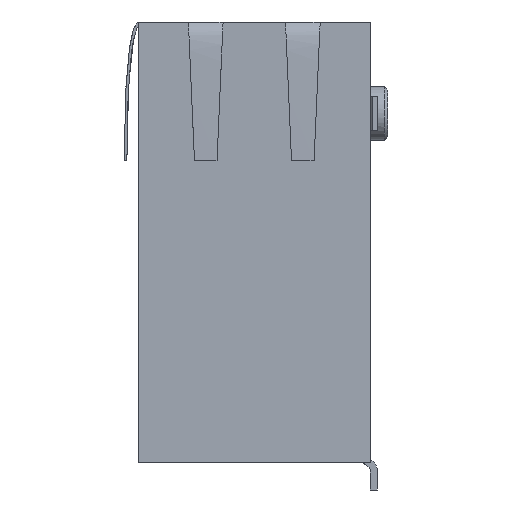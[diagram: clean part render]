
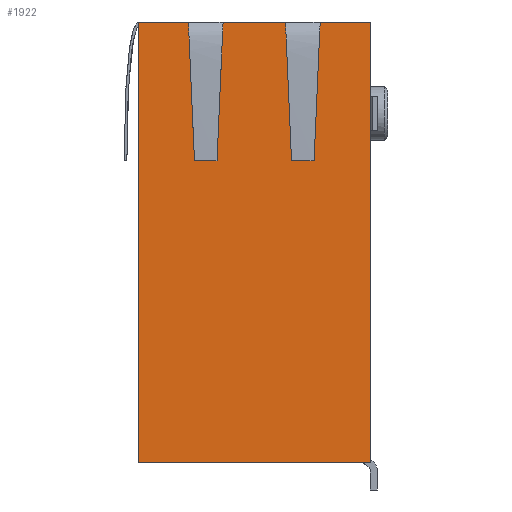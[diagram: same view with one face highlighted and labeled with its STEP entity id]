
A CAD part, left-side view. The second image highlights one B-rep face of the part: STEP entity #1922.
In plain terms, the highlighted planar face has unit normal (-1, 0, 0).
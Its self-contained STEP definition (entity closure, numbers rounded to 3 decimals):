
#107 = LINE ( 'NONE', #1697, #12395 ) ;
#115 = CARTESIAN_POINT ( 'NONE',  ( -8.05, 13.4, -8.89 ) ) ;
#529 = DIRECTION ( 'NONE',  ( 0., -1., 0. ) ) ;
#916 = PLANE ( 'NONE',  #22347 ) ;
#1019 = CARTESIAN_POINT ( 'NONE',  ( -8.05, 13.4, 16.51 ) ) ;
#1487 = VECTOR ( 'NONE', #5669, 1000. ) ;
#1594 = DIRECTION ( 'NONE',  ( 0., -1., 0. ) ) ;
#1637 = VERTEX_POINT ( 'NONE', #24233 ) ;
#1697 = CARTESIAN_POINT ( 'NONE',  ( -8.05, 0., 12.23 ) ) ;
#1922 = ADVANCED_FACE ( 'NONE', ( #9512 ), #916, .F. ) ;
#1984 = VERTEX_POINT ( 'NONE', #25735 ) ;
#1997 = LINE ( 'NONE', #5398, #15056 ) ;
#2056 = DIRECTION ( 'NONE',  ( 0., -1., 0. ) ) ;
#2226 = VECTOR ( 'NONE', #29261, 1000. ) ;
#2627 = ORIENTED_EDGE ( 'NONE', *, *, #13891, .F. ) ;
#2783 = LINE ( 'NONE', #17163, #8528 ) ;
#2964 = CARTESIAN_POINT ( 'NONE',  ( -8.05, 2.9, 16.51 ) ) ;
#3027 = LINE ( 'NONE', #16905, #21845 ) ;
#3052 = CARTESIAN_POINT ( 'NONE',  ( -8.05, 4.891, 16.305 ) ) ;
#3133 = EDGE_CURVE ( 'NONE', #25412, #29821, #25266, .T. ) ;
#3496 = DIRECTION ( 'NONE',  ( 0., 0., -1. ) ) ;
#3832 = VERTEX_POINT ( 'NONE', #16723 ) ;
#3833 = CARTESIAN_POINT ( 'NONE',  ( -8.05, 2.9, 16.51 ) ) ;
#4168 = EDGE_CURVE ( 'NONE', #13466, #20402, #20136, .T. ) ;
#4277 = DIRECTION ( 'NONE',  ( 0., -0.044, -0.999 ) ) ;
#4296 = DIRECTION ( 'NONE',  ( 0., 0., 1. ) ) ;
#4738 = LINE ( 'NONE', #19021, #17771 ) ;
#4860 = CARTESIAN_POINT ( 'NONE',  ( -8.05, -0.006, 10.23 ) ) ;
#5008 = VERTEX_POINT ( 'NONE', #17400 ) ;
#5323 = EDGE_CURVE ( 'NONE', #1637, #28161, #2783, .T. ) ;
#5398 = CARTESIAN_POINT ( 'NONE',  ( -8.05, 13.4, -8.89 ) ) ;
#5669 = DIRECTION ( 'NONE',  ( 0., 0., 1. ) ) ;
#6034 = VERTEX_POINT ( 'NONE', #9840 ) ;
#6058 = VECTOR ( 'NONE', #12211, 1000. ) ;
#6204 = CARTESIAN_POINT ( 'NONE',  ( -8.05, -0.006, 10.23 ) ) ;
#6400 = LINE ( 'NONE', #28633, #12163 ) ;
#6474 = CARTESIAN_POINT ( 'NONE',  ( -8.05, 0., 10.23 ) ) ;
#7158 = CARTESIAN_POINT ( 'NONE',  ( -8.05, 8.5, 16.51 ) ) ;
#7428 = ORIENTED_EDGE ( 'NONE', *, *, #29162, .T. ) ;
#7757 = EDGE_CURVE ( 'NONE', #23675, #13466, #20906, .T. ) ;
#7812 = ORIENTED_EDGE ( 'NONE', *, *, #7757, .F. ) ;
#7948 = ORIENTED_EDGE ( 'NONE', *, *, #10981, .F. ) ;
#7959 = LINE ( 'NONE', #31391, #14474 ) ;
#8276 = ORIENTED_EDGE ( 'NONE', *, *, #22038, .F. ) ;
#8528 = VECTOR ( 'NONE', #4277, 1000. ) ;
#8567 = EDGE_CURVE ( 'NONE', #14004, #5008, #1997, .T. ) ;
#9204 = ORIENTED_EDGE ( 'NONE', *, *, #15982, .T. ) ;
#9449 = VERTEX_POINT ( 'NONE', #20429 ) ;
#9512 = FACE_OUTER_BOUND ( 'NONE', #19444, .T. ) ;
#9625 = ORIENTED_EDGE ( 'NONE', *, *, #27705, .T. ) ;
#9704 = VERTEX_POINT ( 'NONE', #4860 ) ;
#9840 = CARTESIAN_POINT ( 'NONE',  ( -8.05, 10.5, 16.51 ) ) ;
#10434 = LINE ( 'NONE', #25346, #23464 ) ;
#10981 = EDGE_CURVE ( 'NONE', #6034, #3832, #6400, .T. ) ;
#11219 = CARTESIAN_POINT ( 'NONE',  ( -8.05, 13.4, 16.51 ) ) ;
#12069 = CARTESIAN_POINT ( 'NONE',  ( -8.05, 6.7, 16.305 ) ) ;
#12147 = DIRECTION ( 'NONE',  ( 0., 0., 1. ) ) ;
#12163 = VECTOR ( 'NONE', #13889, 1000. ) ;
#12211 = DIRECTION ( 'NONE',  ( 0., 0., 1. ) ) ;
#12395 = VECTOR ( 'NONE', #1594, 1000. ) ;
#12688 = LINE ( 'NONE', #25291, #18462 ) ;
#12729 = EDGE_CURVE ( 'NONE', #18455, #1984, #107, .T. ) ;
#13276 = DIRECTION ( 'NONE',  ( 0., -0.044, 0.999 ) ) ;
#13466 = VERTEX_POINT ( 'NONE', #2964 ) ;
#13467 = EDGE_CURVE ( 'NONE', #9449, #6034, #12688, .T. ) ;
#13585 = VECTOR ( 'NONE', #16164, 1000. ) ;
#13672 = ORIENTED_EDGE ( 'NONE', *, *, #13467, .F. ) ;
#13889 = DIRECTION ( 'NONE',  ( 0., -0.044, -0.999 ) ) ;
#13891 = EDGE_CURVE ( 'NONE', #14004, #9449, #4738, .T. ) ;
#14004 = VERTEX_POINT ( 'NONE', #115 ) ;
#14165 = CARTESIAN_POINT ( 'NONE',  ( -8.05, 0., 16.51 ) ) ;
#14380 = CARTESIAN_POINT ( 'NONE',  ( -8.05, 0., 16.51 ) ) ;
#14474 = VECTOR ( 'NONE', #2056, 1000. ) ;
#14773 = ORIENTED_EDGE ( 'NONE', *, *, #26831, .T. ) ;
#14839 = DIRECTION ( 'NONE',  ( 0., -1., 0. ) ) ;
#14863 = CARTESIAN_POINT ( 'NONE',  ( -8.05, 8.509, 16.305 ) ) ;
#15056 = VECTOR ( 'NONE', #14839, 1000. ) ;
#15172 = EDGE_CURVE ( 'NONE', #9704, #1984, #26884, .T. ) ;
#15708 = ORIENTED_EDGE ( 'NONE', *, *, #8567, .T. ) ;
#15754 = CARTESIAN_POINT ( 'NONE',  ( -8.05, 8.85, 8.499 ) ) ;
#15797 = ORIENTED_EDGE ( 'NONE', *, *, #4168, .F. ) ;
#15880 = VERTEX_POINT ( 'NONE', #6474 ) ;
#15982 = EDGE_CURVE ( 'NONE', #15880, #9704, #7959, .T. ) ;
#16164 = DIRECTION ( 'NONE',  ( 0., -1., 0. ) ) ;
#16602 = ORIENTED_EDGE ( 'NONE', *, *, #20504, .T. ) ;
#16723 = CARTESIAN_POINT ( 'NONE',  ( -8.05, 10.491, 16.305 ) ) ;
#16905 = CARTESIAN_POINT ( 'NONE',  ( -8.05, 6.7, 16.305 ) ) ;
#17163 = CARTESIAN_POINT ( 'NONE',  ( -8.05, 4.55, 8.499 ) ) ;
#17400 = CARTESIAN_POINT ( 'NONE',  ( -8.05, 0., -8.89 ) ) ;
#17433 = DIRECTION ( 'NONE',  ( 0., -1., 0. ) ) ;
#17771 = VECTOR ( 'NONE', #4296, 1000. ) ;
#18199 = DIRECTION ( 'NONE',  ( 1., 0., 0. ) ) ;
#18455 = VERTEX_POINT ( 'NONE', #22828 ) ;
#18462 = VECTOR ( 'NONE', #17433, 1000. ) ;
#19021 = CARTESIAN_POINT ( 'NONE',  ( -8.05, 13.4, 16.51 ) ) ;
#19408 = DIRECTION ( 'NONE',  ( 0., 1., 0. ) ) ;
#19444 = EDGE_LOOP ( 'NONE', ( #7812, #7428, #26170, #8276, #22139, #14773, #7948, #13672, #2627, #15708, #9625, #9204, #31674, #29342, #16602, #15797 ) ) ;
#19665 = VECTOR ( 'NONE', #12147, 1000. ) ;
#20136 = LINE ( 'NONE', #11219, #13585 ) ;
#20402 = VERTEX_POINT ( 'NONE', #14165 ) ;
#20429 = CARTESIAN_POINT ( 'NONE',  ( -8.05, 13.4, 16.51 ) ) ;
#20504 = EDGE_CURVE ( 'NONE', #18455, #20402, #26957, .T. ) ;
#20906 = LINE ( 'NONE', #3833, #27459 ) ;
#21010 = LINE ( 'NONE', #12069, #2226 ) ;
#21845 = VECTOR ( 'NONE', #19408, 1000. ) ;
#22038 = EDGE_CURVE ( 'NONE', #29821, #1637, #10434, .T. ) ;
#22139 = ORIENTED_EDGE ( 'NONE', *, *, #3133, .F. ) ;
#22347 = AXIS2_PLACEMENT_3D ( 'NONE', #1019, #18199, #3496 ) ;
#22828 = CARTESIAN_POINT ( 'NONE',  ( -8.05, 0., 12.23 ) ) ;
#23464 = VECTOR ( 'NONE', #529, 1000. ) ;
#23675 = VERTEX_POINT ( 'NONE', #31090 ) ;
#24233 = CARTESIAN_POINT ( 'NONE',  ( -8.05, 4.9, 16.51 ) ) ;
#25266 = LINE ( 'NONE', #15754, #31817 ) ;
#25291 = CARTESIAN_POINT ( 'NONE',  ( -8.05, 13.4, 16.51 ) ) ;
#25346 = CARTESIAN_POINT ( 'NONE',  ( -8.05, 8.5, 16.51 ) ) ;
#25412 = VERTEX_POINT ( 'NONE', #14863 ) ;
#25735 = CARTESIAN_POINT ( 'NONE',  ( -8.05, -0.006, 12.23 ) ) ;
#26162 = DIRECTION ( 'NONE',  ( 0., -0.044, 0.999 ) ) ;
#26170 = ORIENTED_EDGE ( 'NONE', *, *, #5323, .F. ) ;
#26831 = EDGE_CURVE ( 'NONE', #25412, #3832, #3027, .T. ) ;
#26884 = LINE ( 'NONE', #6204, #1487 ) ;
#26957 = LINE ( 'NONE', #14380, #19665 ) ;
#27459 = VECTOR ( 'NONE', #26162, 1000. ) ;
#27705 = EDGE_CURVE ( 'NONE', #5008, #15880, #28716, .T. ) ;
#28161 = VERTEX_POINT ( 'NONE', #3052 ) ;
#28633 = CARTESIAN_POINT ( 'NONE',  ( -8.05, 10.5, 16.51 ) ) ;
#28716 = LINE ( 'NONE', #29501, #6058 ) ;
#29162 = EDGE_CURVE ( 'NONE', #23675, #28161, #21010, .T. ) ;
#29261 = DIRECTION ( 'NONE',  ( 0., 1., 0. ) ) ;
#29342 = ORIENTED_EDGE ( 'NONE', *, *, #12729, .F. ) ;
#29501 = CARTESIAN_POINT ( 'NONE',  ( -8.05, 0., 16.51 ) ) ;
#29821 = VERTEX_POINT ( 'NONE', #7158 ) ;
#31090 = CARTESIAN_POINT ( 'NONE',  ( -8.05, 2.909, 16.305 ) ) ;
#31391 = CARTESIAN_POINT ( 'NONE',  ( -8.05, 0., 10.23 ) ) ;
#31674 = ORIENTED_EDGE ( 'NONE', *, *, #15172, .T. ) ;
#31817 = VECTOR ( 'NONE', #13276, 1000. ) ;
